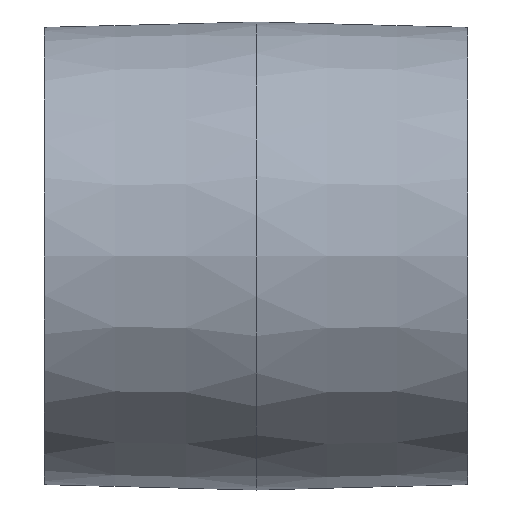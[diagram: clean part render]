
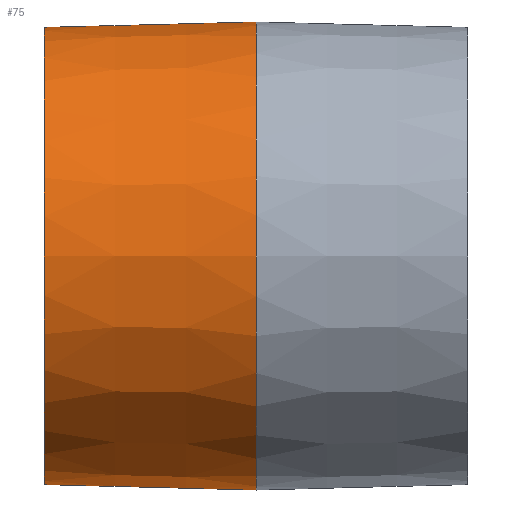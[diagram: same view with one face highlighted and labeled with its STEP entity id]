
A CAD part, front view. The second image highlights one B-rep face of the part: STEP entity #75.
In plain terms, the highlighted conical face has half-angle 1.463 degrees and reference radius 26 mm.
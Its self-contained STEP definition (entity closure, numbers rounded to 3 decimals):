
#75 = ADVANCED_FACE( '', ( #85, #86 ), #87, .T. );
#85 = FACE_BOUND( '', #112, .T. );
#86 = FACE_OUTER_BOUND( '', #113, .T. );
#87 = CONICAL_SURFACE( '', #114, 26., 0.026 );
#112 = EDGE_LOOP( '', ( #139 ) );
#113 = EDGE_LOOP( '', ( #140 ) );
#114 = AXIS2_PLACEMENT_3D( '', #141, #142, #143 );
#139 = ORIENTED_EDGE( '', *, *, #184, .T. );
#140 = ORIENTED_EDGE( '', *, *, #185, .F. );
#141 = CARTESIAN_POINT( '', ( -2.5, 0., 0. ) );
#142 = DIRECTION( '', ( 1., 0., 0. ) );
#143 = DIRECTION( '', ( 0., 0., -1. ) );
#184 = EDGE_CURVE( '', #193, #193, #194, .T. );
#185 = EDGE_CURVE( '', #195, #195, #196, .T. );
#193 = VERTEX_POINT( '', #211 );
#194 = CIRCLE( '', #212, 25.4 );
#195 = VERTEX_POINT( '', #213 );
#196 = CIRCLE( '', #214, 26. );
#211 = CARTESIAN_POINT( '', ( -26., 0., -25.4 ) );
#212 = AXIS2_PLACEMENT_3D( '', #229, #230, #231 );
#213 = CARTESIAN_POINT( '', ( -2.5, 0., -26. ) );
#214 = AXIS2_PLACEMENT_3D( '', #232, #233, #234 );
#229 = CARTESIAN_POINT( '', ( -26., 0., 0. ) );
#230 = DIRECTION( '', ( 1., 0., 0. ) );
#231 = DIRECTION( '', ( 0., 0., -1. ) );
#232 = CARTESIAN_POINT( '', ( -2.5, 0., 0. ) );
#233 = DIRECTION( '', ( 1., 0., 0. ) );
#234 = DIRECTION( '', ( 0., 0., -1. ) );
